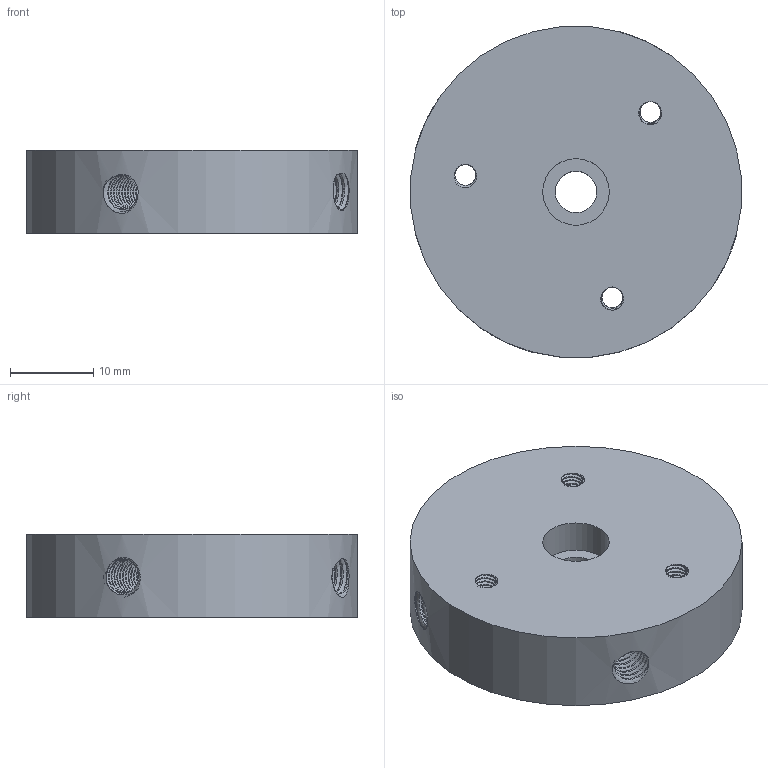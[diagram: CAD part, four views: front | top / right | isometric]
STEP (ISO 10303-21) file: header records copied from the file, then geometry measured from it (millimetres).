
FILE_DESCRIPTION(/* description */ (''),/* implementation_level */ '2;1');
FILE_NAME(/* name */ 'support miroir secondaire v5.step',/* time_stamp */ '2022-01-04T18:03:33+01:00',/* author */ (''),/* organization */ (''),/* preprocessor_version */ 'ST-DEVELOPER v18.1',/* originating_system */ 'Autodesk Translation Framework v10.10.0.1391',/* authorisation */ '');
FILE_SCHEMA (('AUTOMOTIVE_DESIGN { 1 0 10303 214 3 1 1 }'));
Length unit declared in the file: millimetre
Products named in the file (1): support miroir secondaire
Bounding box: 39.85 x 39.85 x 10 mm (x, y, z)
Volume: 11084.3 mm3; surface area: 5738.5 mm2
Topology: 1 solids, 1 shells, 356 faces, 1124 edges, 750 vertices
Faces by surface type: cylinder 324, bspline 20, plane 12
Full cylindrical faces by diameter (mm): 2.529 x26, 3.086 x15, 4.234 x15, 5 x1, 5.12 x40, 8 x1, 40 x1
Entity records: 31258 total; most frequent: CARTESIAN_POINT 22843, ORIENTED_EDGE 2248, EDGE_CURVE 1124, DIRECTION 1026, B_SPLINE_CURVE_WITH_KNOTS 803, VERTEX_POINT 750, EDGE_LOOP 368, AXIS2_PLACEMENT_3D 368
